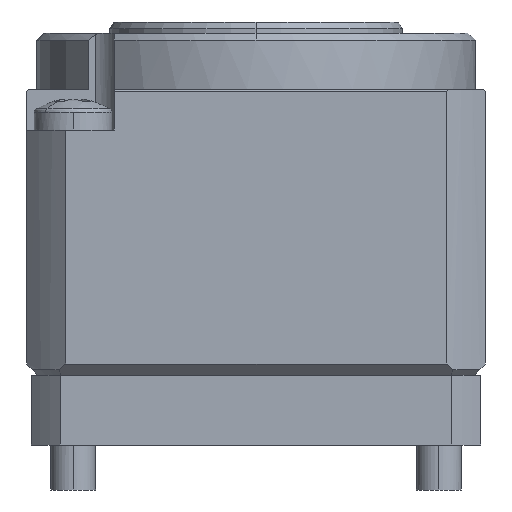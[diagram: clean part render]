
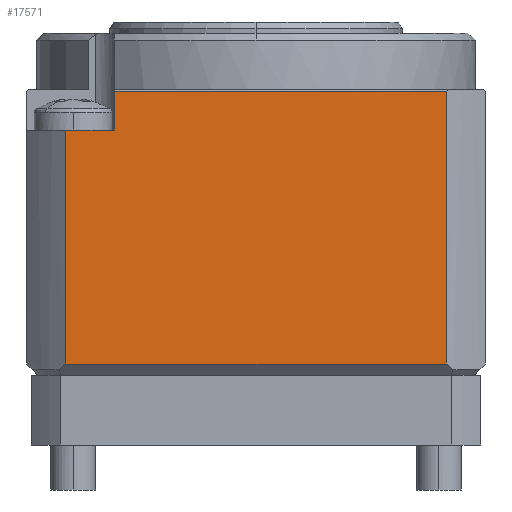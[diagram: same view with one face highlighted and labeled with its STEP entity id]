
A CAD part, left-side view. The second image highlights one B-rep face of the part: STEP entity #17571.
In plain terms, the highlighted planar face has unit normal (-1, 0, 0).
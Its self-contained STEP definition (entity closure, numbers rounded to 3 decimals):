
#1768 = VERTEX_POINT ( 'NONE', #27553 ) ;
#2066 = LINE ( 'NONE', #6391, #14417 ) ;
#2353 = VECTOR ( 'NONE', #27755, 1000. ) ;
#2610 = EDGE_CURVE ( 'NONE', #26412, #13905, #29876, .T. ) ;
#2655 = EDGE_CURVE ( 'NONE', #21993, #10500, #2066, .T. ) ;
#3176 = VECTOR ( 'NONE', #27864, 1000. ) ;
#3571 = CARTESIAN_POINT ( 'NONE',  ( -10.2, 6.3, -15.6 ) ) ;
#3949 = CARTESIAN_POINT ( 'NONE',  ( -10.2, -10.2, -15.6 ) ) ;
#4270 = PLANE ( 'NONE',  #7261 ) ;
#6377 = ORIENTED_EDGE ( 'NONE', *, *, #14123, .F. ) ;
#6391 = CARTESIAN_POINT ( 'NONE',  ( -10.2, -10.2, -14.9 ) ) ;
#7261 = AXIS2_PLACEMENT_3D ( 'NONE', #3949, #26622, #11810 ) ;
#7469 = CARTESIAN_POINT ( 'NONE',  ( -10.2, 8.457, -14.9 ) ) ;
#8125 = CARTESIAN_POINT ( 'NONE',  ( -10.2, 8.457, 0. ) ) ;
#8312 = VERTEX_POINT ( 'NONE', #16191 ) ;
#8907 = VECTOR ( 'NONE', #18399, 1000. ) ;
#8933 = LINE ( 'NONE', #8125, #2353 ) ;
#9359 = ORIENTED_EDGE ( 'NONE', *, *, #2655, .F. ) ;
#10500 = VERTEX_POINT ( 'NONE', #7469 ) ;
#10504 = EDGE_CURVE ( 'NONE', #10500, #1768, #8933, .T. ) ;
#11810 = DIRECTION ( 'NONE',  ( 0., 0., 1. ) ) ;
#12210 = EDGE_LOOP ( 'NONE', ( #9359, #6377, #19201, #19115, #16147, #12214 ) ) ;
#12214 = ORIENTED_EDGE ( 'NONE', *, *, #10504, .F. ) ;
#13123 = CARTESIAN_POINT ( 'NONE',  ( -10.2, -8.457, 0. ) ) ;
#13905 = VERTEX_POINT ( 'NONE', #25228 ) ;
#13953 = VECTOR ( 'NONE', #22125, 1000. ) ;
#14123 = EDGE_CURVE ( 'NONE', #8312, #21993, #16975, .T. ) ;
#14417 = VECTOR ( 'NONE', #26028, 1000. ) ;
#15898 = VECTOR ( 'NONE', #29526, 1000. ) ;
#16147 = ORIENTED_EDGE ( 'NONE', *, *, #23089, .F. ) ;
#16191 = CARTESIAN_POINT ( 'NONE',  ( -10.2, -8.457, -2.8 ) ) ;
#16975 = LINE ( 'NONE', #13123, #8907 ) ;
#17571 = ADVANCED_FACE ( 'NONE', ( #19807 ), #4270, .T. ) ;
#17625 = CARTESIAN_POINT ( 'NONE',  ( -10.2, 6.3, -2.8 ) ) ;
#18399 = DIRECTION ( 'NONE',  ( 0., 0., -1. ) ) ;
#18961 = LINE ( 'NONE', #26966, #13953 ) ;
#19115 = ORIENTED_EDGE ( 'NONE', *, *, #2610, .T. ) ;
#19201 = ORIENTED_EDGE ( 'NONE', *, *, #30711, .T. ) ;
#19807 = FACE_OUTER_BOUND ( 'NONE', #12210, .T. ) ;
#20560 = CARTESIAN_POINT ( 'NONE',  ( -10.2, -8.457, -14.9 ) ) ;
#21993 = VERTEX_POINT ( 'NONE', #20560 ) ;
#22125 = DIRECTION ( 'NONE',  ( 0., 1., 0. ) ) ;
#23089 = EDGE_CURVE ( 'NONE', #1768, #13905, #23261, .T. ) ;
#23261 = LINE ( 'NONE', #27050, #15898 ) ;
#25228 = CARTESIAN_POINT ( 'NONE',  ( -10.2, 6.3, -4.5 ) ) ;
#26028 = DIRECTION ( 'NONE',  ( 0., 1., 0. ) ) ;
#26412 = VERTEX_POINT ( 'NONE', #17625 ) ;
#26622 = DIRECTION ( 'NONE',  ( -1., 0., 0. ) ) ;
#26966 = CARTESIAN_POINT ( 'NONE',  ( -10.2, -10.2, -2.8 ) ) ;
#27050 = CARTESIAN_POINT ( 'NONE',  ( -10.2, 7.99, -4.5 ) ) ;
#27553 = CARTESIAN_POINT ( 'NONE',  ( -10.2, 8.457, -4.5 ) ) ;
#27755 = DIRECTION ( 'NONE',  ( 0., 0., 1. ) ) ;
#27864 = DIRECTION ( 'NONE',  ( 0., 0., -1. ) ) ;
#29526 = DIRECTION ( 'NONE',  ( 0., -1., 0. ) ) ;
#29876 = LINE ( 'NONE', #3571, #3176 ) ;
#30711 = EDGE_CURVE ( 'NONE', #8312, #26412, #18961, .T. ) ;
